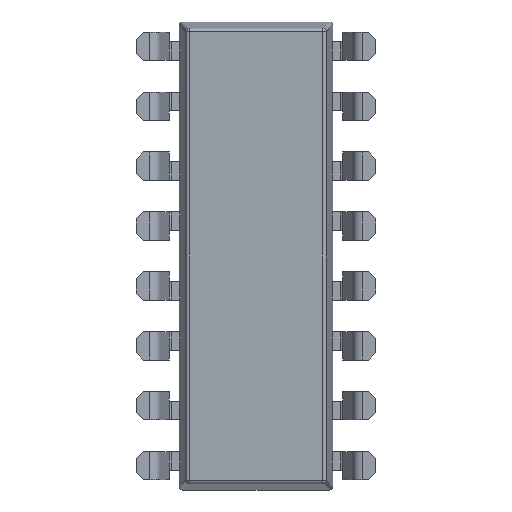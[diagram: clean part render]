
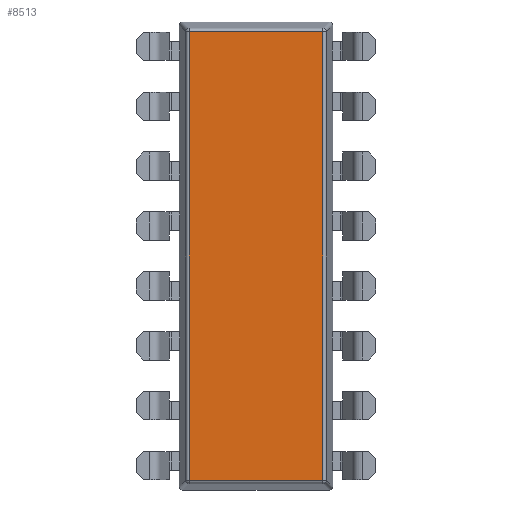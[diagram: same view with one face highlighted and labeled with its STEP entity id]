
A CAD part, front view. The second image highlights one B-rep face of the part: STEP entity #8513.
In plain terms, the highlighted planar face has unit normal (0, -1, 0).
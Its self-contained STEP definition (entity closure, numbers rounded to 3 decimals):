
#33 = VECTOR ( 'NONE', #10776, 1000. ) ;
#470 = LINE ( 'NONE', #7483, #9640 ) ;
#642 = EDGE_CURVE ( 'NONE', #4481, #6804, #9116, .T. ) ;
#1320 = CARTESIAN_POINT ( 'NONE',  ( 2.839, 0.6, -9.509 ) ) ;
#1813 = DIRECTION ( 'NONE',  ( 1., 0., 0. ) ) ;
#1903 = EDGE_CURVE ( 'NONE', #6804, #9294, #10523, .T. ) ;
#2282 = CARTESIAN_POINT ( 'NONE',  ( -2.839, 0.6, -9.509 ) ) ;
#2443 = EDGE_LOOP ( 'NONE', ( #8066, #4898, #7032, #9455 ) ) ;
#2463 = DIRECTION ( 'NONE',  ( -1., 0., 0. ) ) ;
#2568 = EDGE_CURVE ( 'NONE', #5439, #4481, #7872, .T. ) ;
#3246 = CARTESIAN_POINT ( 'NONE',  ( 2.839, 0.6, 0. ) ) ;
#3684 = CARTESIAN_POINT ( 'NONE',  ( 2.839, 0.6, 9.509 ) ) ;
#3977 = CARTESIAN_POINT ( 'NONE',  ( 0., 0.6, 0. ) ) ;
#4212 = FACE_OUTER_BOUND ( 'NONE', #2443, .T. ) ;
#4481 = VERTEX_POINT ( 'NONE', #6526 ) ;
#4898 = ORIENTED_EDGE ( 'NONE', *, *, #8170, .F. ) ;
#5439 = VERTEX_POINT ( 'NONE', #2282 ) ;
#5748 = VECTOR ( 'NONE', #8604, 1000. ) ;
#6434 = AXIS2_PLACEMENT_3D ( 'NONE', #3977, #7466, #8301 ) ;
#6526 = CARTESIAN_POINT ( 'NONE',  ( -2.839, 0.6, 9.509 ) ) ;
#6804 = VERTEX_POINT ( 'NONE', #3684 ) ;
#6893 = CARTESIAN_POINT ( 'NONE',  ( -2.839, 0.6, 0. ) ) ;
#7032 = ORIENTED_EDGE ( 'NONE', *, *, #1903, .F. ) ;
#7406 = PLANE ( 'NONE',  #6434 ) ;
#7466 = DIRECTION ( 'NONE',  ( 0., 1., 0. ) ) ;
#7483 = CARTESIAN_POINT ( 'NONE',  ( 0., 0.6, -9.509 ) ) ;
#7713 = CARTESIAN_POINT ( 'NONE',  ( 0., 0.6, 9.509 ) ) ;
#7872 = LINE ( 'NONE', #6893, #5748 ) ;
#8066 = ORIENTED_EDGE ( 'NONE', *, *, #2568, .F. ) ;
#8170 = EDGE_CURVE ( 'NONE', #9294, #5439, #470, .T. ) ;
#8301 = DIRECTION ( 'NONE',  ( -1., 0., 0. ) ) ;
#8513 = ADVANCED_FACE ( 'NONE', ( #4212 ), #7406, .F. ) ;
#8588 = VECTOR ( 'NONE', #1813, 1000. ) ;
#8604 = DIRECTION ( 'NONE',  ( 0., 0., 1. ) ) ;
#9116 = LINE ( 'NONE', #7713, #8588 ) ;
#9294 = VERTEX_POINT ( 'NONE', #1320 ) ;
#9455 = ORIENTED_EDGE ( 'NONE', *, *, #642, .F. ) ;
#9640 = VECTOR ( 'NONE', #2463, 1000. ) ;
#10523 = LINE ( 'NONE', #3246, #33 ) ;
#10776 = DIRECTION ( 'NONE',  ( 0., 0., -1. ) ) ;
